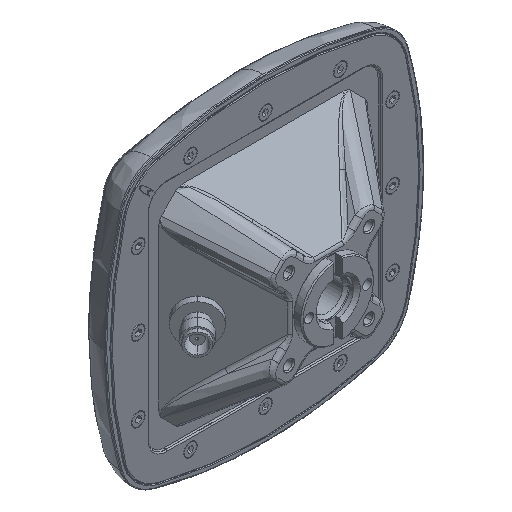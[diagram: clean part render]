
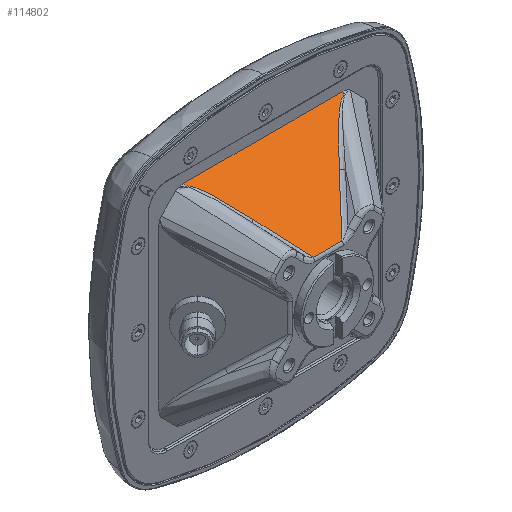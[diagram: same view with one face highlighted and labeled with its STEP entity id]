
A CAD part, isometric view. The second image highlights one B-rep face of the part: STEP entity #114802.
In plain terms, the highlighted face is planar.
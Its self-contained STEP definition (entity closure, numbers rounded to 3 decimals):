
#85834=CARTESIAN_POINT('',(-34.975,-45.974,
1.));
#85835=CARTESIAN_POINT('',(-34.932,-45.84,
0.866));
#85836=CARTESIAN_POINT('',(-34.845,-45.573,
0.598));
#85837=CARTESIAN_POINT('',(-34.758,-45.307,
0.332));
#85838=CARTESIAN_POINT('',(-34.715,-45.174,
0.2));
#85843=DIRECTION('',(1.,0.,0.));
#85844=VECTOR('',#85843,69.95);
#85845=CARTESIAN_POINT('',(-34.975,-45.974,
1.));
#85846=LINE('',#85845,#85844);
#85859=CARTESIAN_POINT('',(34.715,-45.174,
0.2));
#85860=CARTESIAN_POINT('',(34.758,-45.307,
0.333));
#85861=CARTESIAN_POINT('',(34.845,-45.573,
0.599));
#85862=CARTESIAN_POINT('',(34.932,-45.84,
0.866));
#85863=CARTESIAN_POINT('',(34.975,-45.974,
1.));
#86824=CARTESIAN_POINT('',(-6.277,-17.556,
-27.418));
#86825=CARTESIAN_POINT('',(-6.935,-18.24,
-26.734));
#86826=CARTESIAN_POINT('',(-8.319,-19.7,
-25.274));
#86827=CARTESIAN_POINT('',(-10.585,-22.147,
-22.827));
#86828=CARTESIAN_POINT('',(-13.094,-24.903,
-20.071));
#86829=CARTESIAN_POINT('',(-15.866,-27.989,
-16.985));
#86830=CARTESIAN_POINT('',(-17.914,-30.293,
-14.682));
#86831=CARTESIAN_POINT('',(-18.987,-31.504,
-13.471));
#86843=CARTESIAN_POINT('',(-6.277,-17.556,
-27.418));
#86868=DIRECTION('',(1.,0.,0.));
#86869=VECTOR('',#86868,12.555);
#86870=CARTESIAN_POINT('',(-6.277,-17.556,
-27.418));
#86871=LINE('',#86870,#86869);
#86922=CARTESIAN_POINT('',(18.987,-31.504,
-13.471));
#86923=CARTESIAN_POINT('',(17.918,-30.297,
-14.678));
#86924=CARTESIAN_POINT('',(15.875,-27.999,
-16.975));
#86925=CARTESIAN_POINT('',(13.105,-24.916,
-20.059));
#86926=CARTESIAN_POINT('',(10.596,-22.159,
-22.815));
#86927=CARTESIAN_POINT('',(8.329,-19.711,
-25.263));
#86928=CARTESIAN_POINT('',(6.939,-18.245,
-26.73));
#86929=CARTESIAN_POINT('',(6.277,-17.556,
-27.418));
#86954=CARTESIAN_POINT('',(34.715,-45.174,
0.2));
#86955=CARTESIAN_POINT('',(34.518,-45.139,
0.164));
#86956=CARTESIAN_POINT('',(34.126,-45.027,
0.052));
#86957=CARTESIAN_POINT('',(33.518,-44.778,
-0.196));
#86958=CARTESIAN_POINT('',(32.902,-44.457,
-0.517));
#86959=CARTESIAN_POINT('',(32.289,-44.094,
-0.88));
#86960=CARTESIAN_POINT('',(31.669,-43.687,
-1.287));
#86961=CARTESIAN_POINT('',(31.032,-43.236,
-1.739));
#86962=CARTESIAN_POINT('',(30.37,-42.736,
-2.238));
#86963=CARTESIAN_POINT('',(29.676,-42.184,
-2.791));
#86964=CARTESIAN_POINT('',(28.943,-41.573,
-3.401));
#86965=CARTESIAN_POINT('',(28.165,-40.897,
-4.077));
#86966=CARTESIAN_POINT('',(27.335,-40.15,
-4.825));
#86967=CARTESIAN_POINT('',(26.451,-39.324,
-5.65));
#86968=CARTESIAN_POINT('',(25.515,-38.422,
-6.552));
#86969=CARTESIAN_POINT('',(24.569,-37.485,
-7.49));
#86970=CARTESIAN_POINT('',(23.586,-36.485,
-8.49));
#86971=CARTESIAN_POINT('',(22.553,-35.407,
-9.567));
#86972=CARTESIAN_POINT('',(21.454,-34.234,
-10.74));
#86973=CARTESIAN_POINT('',(20.276,-32.948,
-12.026));
#86974=CARTESIAN_POINT('',(19.426,-32.,
-12.975));
#86975=CARTESIAN_POINT('',(18.987,-31.504,
-13.471));
#87478=CARTESIAN_POINT('',(-18.987,-31.504,
-13.471));
#87479=CARTESIAN_POINT('',(-19.408,-31.979,
-12.995));
#87480=CARTESIAN_POINT('',(-20.226,-32.893,
-12.082));
#87481=CARTESIAN_POINT('',(-21.376,-34.15,
-10.825));
#87482=CARTESIAN_POINT('',(-22.457,-35.305,
-9.669));
#87483=CARTESIAN_POINT('',(-23.473,-36.367,
-8.607));
#87484=CARTESIAN_POINT('',(-24.428,-37.343,
-7.632));
#87485=CARTESIAN_POINT('',(-25.327,-38.238,
-6.737));
#87486=CARTESIAN_POINT('',(-26.172,-39.057,
-5.917));
#87487=CARTESIAN_POINT('',(-26.966,-39.807,
-5.167));
#87488=CARTESIAN_POINT('',(-27.714,-40.493,
-4.482));
#87489=CARTESIAN_POINT('',(-28.417,-41.118,
-3.856));
#87490=CARTESIAN_POINT('',(-29.081,-41.689,
-3.285));
#87491=CARTESIAN_POINT('',(-29.708,-42.209,
-2.766));
#87492=CARTESIAN_POINT('',(-30.301,-42.681,
-2.293));
#87493=CARTESIAN_POINT('',(-30.862,-43.109,
-1.866));
#87494=CARTESIAN_POINT('',(-31.395,-43.495,
-1.479));
#87495=CARTESIAN_POINT('',(-31.905,-43.844,
-1.131));
#87496=CARTESIAN_POINT('',(-32.395,-44.157,
-0.817));
#87497=CARTESIAN_POINT('',(-32.873,-44.438,
-0.536));
#87498=CARTESIAN_POINT('',(-33.344,-44.688,
-0.287));
#87499=CARTESIAN_POINT('',(-33.806,-44.9,
-0.075));
#87500=CARTESIAN_POINT('',(-34.267,-45.071,
0.096));
#87501=CARTESIAN_POINT('',(-34.566,-45.147,
0.173));
#87502=CARTESIAN_POINT('',(-34.715,-45.174,
0.2));
#92102=VERTEX_POINT('',#86954);
#92103=VERTEX_POINT('',#86975);
#92106=VERTEX_POINT('',#87478);
#92107=VERTEX_POINT('',#87502);
#92146=VERTEX_POINT('',#86843);
#92148=CARTESIAN_POINT('',(6.277,-17.556,
-27.418));
#92149=VERTEX_POINT('',#92148);
#93503=CARTESIAN_POINT('',(-34.975,-45.974,
1.));
#93504=CARTESIAN_POINT('',(34.975,-45.974,
1.));
#93505=VERTEX_POINT('',#93503);
#93506=VERTEX_POINT('',#93504);
#114781=CARTESIAN_POINT('',(-2.5,-46.774,1.8));
#114782=DIRECTION('',(0.,-0.707,-0.707));
#114783=DIRECTION('',(0.,0.707,-0.707));
#114784=AXIS2_PLACEMENT_3D('',#114781,#114782,#114783);
#114785=PLANE('',#114784);
#114786=ORIENTED_EDGE('',*,*,#113413,.T.);
#114788=ORIENTED_EDGE('',*,*,#114787,.F.);
#114790=ORIENTED_EDGE('',*,*,#114789,.T.);
#114792=ORIENTED_EDGE('',*,*,#114791,.T.);
#114794=ORIENTED_EDGE('',*,*,#114793,.F.);
#114796=ORIENTED_EDGE('',*,*,#114795,.T.);
#114798=ORIENTED_EDGE('',*,*,#114797,.T.);
#114799=ORIENTED_EDGE('',*,*,#114763,.F.);
#114800=EDGE_LOOP('',(#114786,#114788,#114790,#114792,#114794,#114796,#114798,
#114799));
#114801=FACE_OUTER_BOUND('',#114800,.F.);
#85839=B_SPLINE_CURVE_WITH_KNOTS('',3,(#85834,#85835,#85836,#85837,#85838),
.UNSPECIFIED.,.F.,.F.,(4,1,4),(0.,0.5,1.),.UNSPECIFIED.);
#85864=B_SPLINE_CURVE_WITH_KNOTS('',3,(#85859,#85860,#85861,#85862,#85863),
.UNSPECIFIED.,.F.,.F.,(4,1,4),(0.,0.5,1.),.UNSPECIFIED.);
#86832=B_SPLINE_CURVE_WITH_KNOTS('',3,(#86824,#86825,#86826,#86827,#86828,
#86829,#86830,#86831),.UNSPECIFIED.,.F.,.F.,(4,1,1,1,1,4),(0.,0.2,0.4,
0.6,0.8,1.),.UNSPECIFIED.);
#86930=B_SPLINE_CURVE_WITH_KNOTS('',3,(#86922,#86923,#86924,#86925,#86926,
#86927,#86928,#86929),.UNSPECIFIED.,.F.,.F.,(4,1,1,1,1,4),(0.,0.2,0.4,
0.6,0.8,1.),.UNSPECIFIED.);
#86976=B_SPLINE_CURVE_WITH_KNOTS('',3,(#86954,#86955,#86956,#86957,#86958,
#86959,#86960,#86961,#86962,#86963,#86964,#86965,#86966,#86967,#86968,#86969,
#86970,#86971,#86972,#86973,#86974,#86975),.UNSPECIFIED.,.F.,.F.,(4,1,1,1,1,1,1,
1,1,1,1,1,1,1,1,1,1,1,1,4),(0.,0.053,0.105,
0.158,0.211,0.263,0.316,
0.368,0.421,0.474,0.526,
0.579,0.632,0.684,0.737,
0.789,0.842,0.895,0.947,1.),
.UNSPECIFIED.);
#87503=B_SPLINE_CURVE_WITH_KNOTS('',3,(#87478,#87479,#87480,#87481,#87482,
#87483,#87484,#87485,#87486,#87487,#87488,#87489,#87490,#87491,#87492,#87493,
#87494,#87495,#87496,#87497,#87498,#87499,#87500,#87501,#87502),.UNSPECIFIED.,
.F.,.F.,(4,1,1,1,1,1,1,1,1,1,1,1,1,1,1,1,1,1,1,1,1,1,4),(0.,0.045,
0.091,0.136,0.182,0.227,
0.273,0.318,0.364,0.409,
0.455,0.5,0.545,0.591,0.636,
0.682,0.727,0.773,0.818,
0.864,0.909,0.955,1.),.UNSPECIFIED.);
#113413=EDGE_CURVE('',#93505,#93506,#85846,.T.);
#114763=EDGE_CURVE('',#93505,#92107,#85839,.T.);
#114787=EDGE_CURVE('',#92102,#93506,#85864,.T.);
#114789=EDGE_CURVE('',#92102,#92103,#86976,.T.);
#114791=EDGE_CURVE('',#92103,#92149,#86930,.T.);
#114793=EDGE_CURVE('',#92146,#92149,#86871,.T.);
#114795=EDGE_CURVE('',#92146,#92106,#86832,.T.);
#114797=EDGE_CURVE('',#92106,#92107,#87503,.T.);
#114802=ADVANCED_FACE('',(#114801),#114785,.T.);
